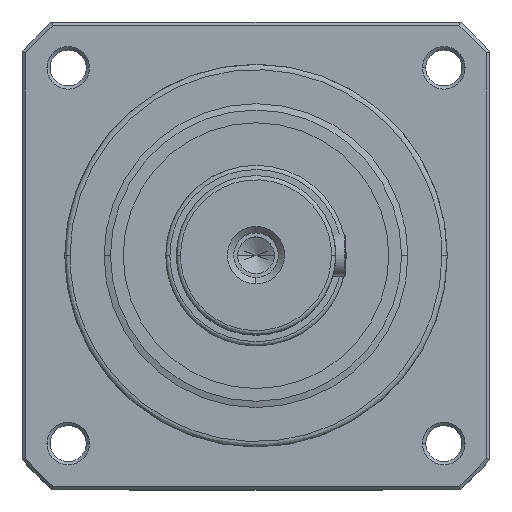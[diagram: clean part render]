
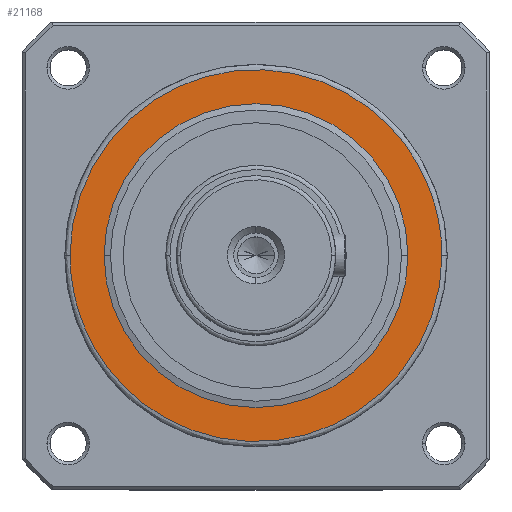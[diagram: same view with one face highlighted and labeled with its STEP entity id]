
A CAD part, top view. The second image highlights one B-rep face of the part: STEP entity #21168.
In plain terms, the highlighted planar face has unit normal (0, 0, 1).
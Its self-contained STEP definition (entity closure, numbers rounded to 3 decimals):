
#113 = CARTESIAN_POINT ( 'NONE',  ( 87.5, -175., 130. ) ) ;
#128 = VERTEX_POINT ( 'NONE', #16931 ) ;
#1510 = EDGE_LOOP ( 'NONE', ( #7624, #24917 ) ) ;
#2139 =( BOUNDED_CURVE ( )  B_SPLINE_CURVE ( 3, ( #24459, #10676, #4796, #18592 ),
 .UNSPECIFIED., .F., .F. ) 
 B_SPLINE_CURVE_WITH_KNOTS ( ( 4, 4 ),
 ( 0.5, 1. ),
 .UNSPECIFIED. ) 
 CURVE ( )  GEOMETRIC_REPRESENTATION_ITEM ( )  RATIONAL_B_SPLINE_CURVE ( ( 1., 0.333, 0.333, 1. ) ) 
 REPRESENTATION_ITEM ( '' )  );
#2979 = CIRCLE ( 'NONE', #18618, 71.5 ) ;
#3079 = ORIENTED_EDGE ( 'NONE', *, *, #13756, .F. ) ;
#4172 = AXIS2_PLACEMENT_3D ( 'NONE', #22187, #10383, #24166 ) ;
#4184 = VERTEX_POINT ( 'NONE', #15263 ) ;
#4796 = CARTESIAN_POINT ( 'NONE',  ( 87.5, 175., 130. ) ) ;
#6126 = EDGE_CURVE ( 'NONE', #22452, #7531, #2979, .T. ) ;
#7488 = CARTESIAN_POINT ( 'NONE',  ( 71.5, 0., 130. ) ) ;
#7531 = VERTEX_POINT ( 'NONE', #7488 ) ;
#7624 = ORIENTED_EDGE ( 'NONE', *, *, #6126, .T. ) ;
#7830 =( BOUNDED_CURVE ( )  B_SPLINE_CURVE ( 3, ( #19949, #113, #21928, #10126 ),
 .UNSPECIFIED., .F., .F. ) 
 B_SPLINE_CURVE_WITH_KNOTS ( ( 4, 4 ),
 ( 0., 0.5 ),
 .UNSPECIFIED. ) 
 CURVE ( )  GEOMETRIC_REPRESENTATION_ITEM ( )  RATIONAL_B_SPLINE_CURVE ( ( 1., 0.333, 0.333, 1. ) ) 
 REPRESENTATION_ITEM ( '' )  );
#8425 = CIRCLE ( 'NONE', #9374, 71.5 ) ;
#9374 = AXIS2_PLACEMENT_3D ( 'NONE', #10979, #24755, #12949 ) ;
#9676 = CARTESIAN_POINT ( 'NONE',  ( 0., 0., 130. ) ) ;
#10126 = CARTESIAN_POINT ( 'NONE',  ( -87.5, 0., 130. ) ) ;
#10383 = DIRECTION ( 'NONE',  ( 0., 0., 1. ) ) ;
#10408 = FACE_OUTER_BOUND ( 'NONE', #10492, .T. ) ;
#10492 = EDGE_LOOP ( 'NONE', ( #25580, #3079 ) ) ;
#10676 = CARTESIAN_POINT ( 'NONE',  ( -87.5, 175., 130. ) ) ;
#10979 = CARTESIAN_POINT ( 'NONE',  ( 0., 0., 130. ) ) ;
#11672 = DIRECTION ( 'NONE',  ( -1., 0., 0. ) ) ;
#12949 = DIRECTION ( 'NONE',  ( -1., 0., 0. ) ) ;
#13756 = EDGE_CURVE ( 'NONE', #128, #4184, #2139, .T. ) ;
#15263 = CARTESIAN_POINT ( 'NONE',  ( 87.5, 0., 130. ) ) ;
#15529 = EDGE_CURVE ( 'NONE', #4184, #128, #7830, .T. ) ;
#16931 = CARTESIAN_POINT ( 'NONE',  ( -87.5, 0., 130. ) ) ;
#18592 = CARTESIAN_POINT ( 'NONE',  ( 87.5, 0., 130. ) ) ;
#18618 = AXIS2_PLACEMENT_3D ( 'NONE', #9676, #23474, #11672 ) ;
#19654 = FACE_BOUND ( 'NONE', #1510, .T. ) ;
#19949 = CARTESIAN_POINT ( 'NONE',  ( 87.5, 0., 130. ) ) ;
#20114 = PLANE ( 'NONE',  #4172 ) ;
#21168 = ADVANCED_FACE ( 'NONE', ( #19654, #10408 ), #20114, .T. ) ;
#21928 = CARTESIAN_POINT ( 'NONE',  ( -87.5, -175., 130. ) ) ;
#22187 = CARTESIAN_POINT ( 'NONE',  ( 0., 0., 130. ) ) ;
#22452 = VERTEX_POINT ( 'NONE', #22619 ) ;
#22619 = CARTESIAN_POINT ( 'NONE',  ( -71.5, 0., 130. ) ) ;
#23474 = DIRECTION ( 'NONE',  ( 0., 0., -1. ) ) ;
#23639 = EDGE_CURVE ( 'NONE', #7531, #22452, #8425, .T. ) ;
#24166 = DIRECTION ( 'NONE',  ( 1., 0., 0. ) ) ;
#24459 = CARTESIAN_POINT ( 'NONE',  ( -87.5, 0., 130. ) ) ;
#24755 = DIRECTION ( 'NONE',  ( 0., 0., -1. ) ) ;
#24917 = ORIENTED_EDGE ( 'NONE', *, *, #23639, .T. ) ;
#25580 = ORIENTED_EDGE ( 'NONE', *, *, #15529, .F. ) ;
